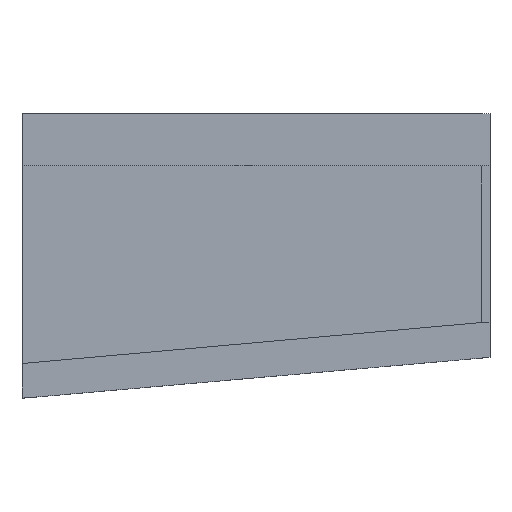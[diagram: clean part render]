
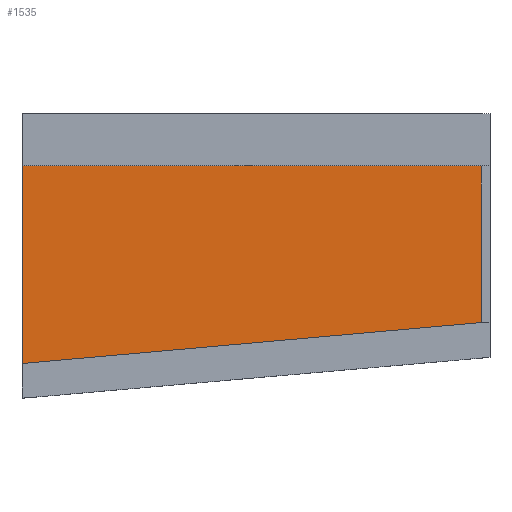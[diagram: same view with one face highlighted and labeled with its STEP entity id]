
A CAD part, front view. The second image highlights one B-rep face of the part: STEP entity #1535.
In plain terms, the highlighted planar face has unit normal (0, -1, 0).
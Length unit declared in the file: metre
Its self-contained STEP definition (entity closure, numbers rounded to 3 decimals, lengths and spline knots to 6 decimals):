
#104=ORIENTED_EDGE('',*,*,#552,.F.);
#105=ORIENTED_EDGE('',*,*,#463,.F.);
#106=ORIENTED_EDGE('',*,*,#553,.T.);
#107=ORIENTED_EDGE('',*,*,#554,.T.);
#463=EDGE_CURVE('',#687,#688,#820,.T.);
#552=EDGE_CURVE('',#688,#776,#909,.T.);
#553=EDGE_CURVE('',#687,#777,#910,.T.);
#554=EDGE_CURVE('',#777,#776,#911,.T.);
#687=VERTEX_POINT('',#2103);
#688=VERTEX_POINT('',#2105);
#776=VERTEX_POINT('',#2285);
#777=VERTEX_POINT('',#2287);
#820=LINE('',#2104,#1044);
#909=LINE('',#2284,#1133);
#910=LINE('',#2286,#1134);
#911=LINE('',#2288,#1135);
#1044=VECTOR('',#1714,1.);
#1133=VECTOR('',#1809,1.);
#1134=VECTOR('',#1810,1.);
#1135=VECTOR('',#1811,1.);
#1280=EDGE_LOOP('',(#104,#105,#106,#107));
#1373=FACE_BOUND('',#1280,.T.);
#1454=PLANE('',#1629);
#1535=ADVANCED_FACE('',(#1373),#1454,.F.);
#1629=AXIS2_PLACEMENT_3D('',#2283,#1807,#1808);
#1714=DIRECTION('',(-0.996,0.,-0.089));
#1807=DIRECTION('',(0.,1.,0.));
#1808=DIRECTION('',(0.,0.,1.));
#1809=DIRECTION('',(0.,0.,1.));
#1810=DIRECTION('',(0.,0.,1.));
#1811=DIRECTION('',(-1.,0.,0.));
#2103=CARTESIAN_POINT('',(0.1625,-0.0025,-0.03));
#2104=CARTESIAN_POINT('',(0.09625,-0.0025,-0.035905));
#2105=CARTESIAN_POINT('',(0.0305,-0.0025,-0.041766));
#2283=CARTESIAN_POINT('',(0.03,-0.0025,-0.03));
#2284=CARTESIAN_POINT('',(0.0305,-0.0025,-0.03));
#2285=CARTESIAN_POINT('',(0.0305,-0.0025,0.035));
#2286=CARTESIAN_POINT('',(0.1625,-0.0025,-0.03));
#2287=CARTESIAN_POINT('',(0.1625,-0.0025,0.035));
#2288=CARTESIAN_POINT('',(0.03,-0.0025,0.035));
